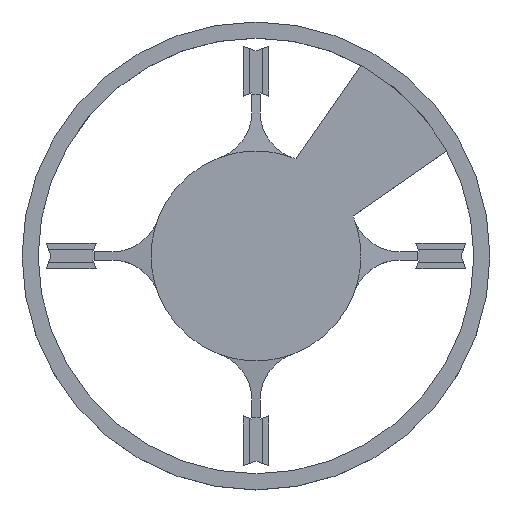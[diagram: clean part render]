
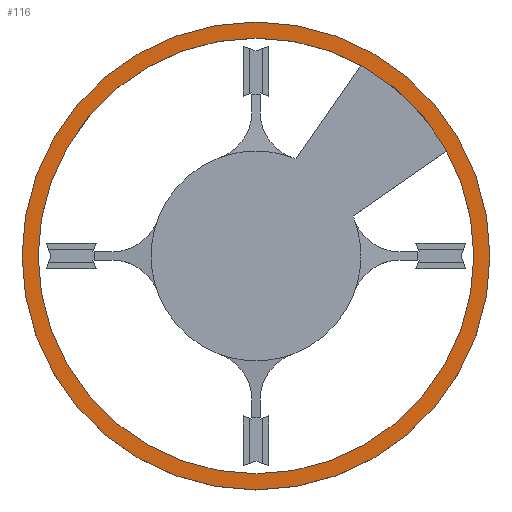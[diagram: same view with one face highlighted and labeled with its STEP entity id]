
A CAD part, top view. The second image highlights one B-rep face of the part: STEP entity #116.
In plain terms, the highlighted planar face has unit normal (0, 0, 1).
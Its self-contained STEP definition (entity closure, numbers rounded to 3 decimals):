
#62=AXIS2_PLACEMENT_3D('Circle Axis2P3D',#60,#61,$) ;
#79=AXIS2_PLACEMENT_3D('Circle Axis2P3D',#77,#78,$) ;
#92=AXIS2_PLACEMENT_3D('Plane Axis2P3D',#89,#90,#91) ;
#100=AXIS2_PLACEMENT_3D('Circle Axis2P3D',#98,#99,$) ;
#109=AXIS2_PLACEMENT_3D('Circle Axis2P3D',#107,#108,$) ;
#43=CARTESIAN_POINT('Vertex',(29.,14.5,2.4)) ;
#57=CARTESIAN_POINT('Vertex',(0.,14.5,2.4)) ;
#60=CARTESIAN_POINT('Axis2P3D Location',(14.5,14.5,2.4)) ;
#77=CARTESIAN_POINT('Axis2P3D Location',(14.5,14.5,2.4)) ;
#89=CARTESIAN_POINT('Axis2P3D Location',(0.,0.,2.4)) ;
#98=CARTESIAN_POINT('Axis2P3D Location',(14.5,14.5,2.4)) ;
#102=CARTESIAN_POINT('Vertex',(28.,14.5,2.4)) ;
#104=CARTESIAN_POINT('Vertex',(1.,14.5,2.4)) ;
#107=CARTESIAN_POINT('Axis2P3D Location',(14.5,14.5,2.4)) ;
#61=DIRECTION('Axis2P3D Direction',(0.,0.,1.)) ;
#78=DIRECTION('Axis2P3D Direction',(0.,0.,1.)) ;
#90=DIRECTION('Axis2P3D Direction',(0.,0.,1.)) ;
#91=DIRECTION('Axis2P3D XDirection',(1.,0.,0.)) ;
#99=DIRECTION('Axis2P3D Direction',(0.,0.,1.)) ;
#108=DIRECTION('Axis2P3D Direction',(0.,0.,1.)) ;
#95=ORIENTED_EDGE('',*,*,#64,.T.) ;
#96=ORIENTED_EDGE('',*,*,#81,.T.) ;
#113=ORIENTED_EDGE('',*,*,#106,.F.) ;
#114=ORIENTED_EDGE('',*,*,#111,.F.) ;
#115=FACE_BOUND('',#112,.T.) ;
#116=ADVANCED_FACE('Hauptkoerper',(#97,#115),#93,.T.) ;
#63=CIRCLE('generated circle',#62,14.5) ;
#80=CIRCLE('generated circle',#79,14.5) ;
#101=CIRCLE('generated circle',#100,13.5) ;
#110=CIRCLE('generated circle',#109,13.5) ;
#64=EDGE_CURVE('',#44,#58,#63,.T.) ;
#81=EDGE_CURVE('',#58,#44,#80,.T.) ;
#106=EDGE_CURVE('',#103,#105,#101,.T.) ;
#111=EDGE_CURVE('',#105,#103,#110,.T.) ;
#94=EDGE_LOOP('',(#95,#96)) ;
#112=EDGE_LOOP('',(#113,#114)) ;
#97=FACE_OUTER_BOUND('',#94,.T.) ;
#93=PLANE('',#92) ;
#44=VERTEX_POINT('',#43) ;
#58=VERTEX_POINT('',#57) ;
#103=VERTEX_POINT('',#102) ;
#105=VERTEX_POINT('',#104) ;
